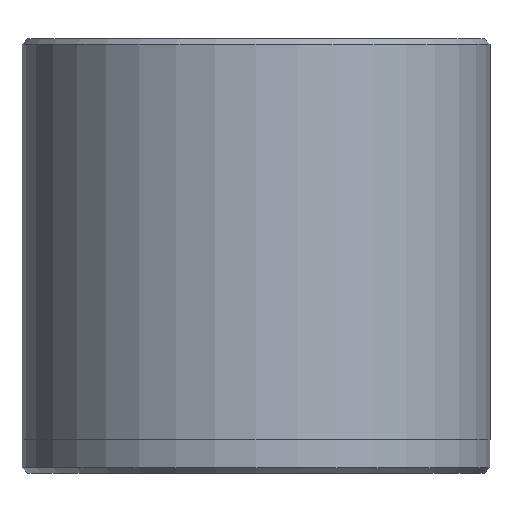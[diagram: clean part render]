
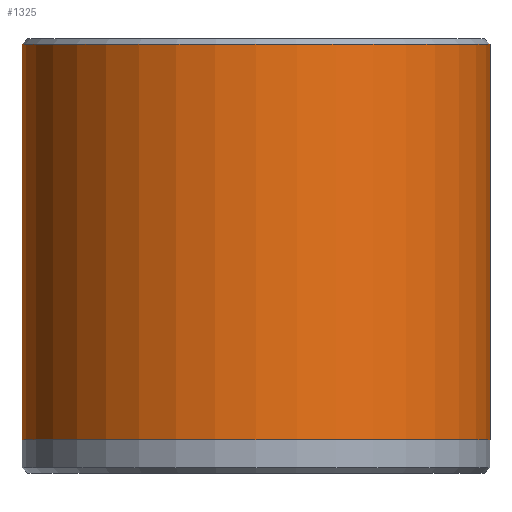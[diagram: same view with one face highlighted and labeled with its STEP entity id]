
A CAD part, front view. The second image highlights one B-rep face of the part: STEP entity #1325.
In plain terms, the highlighted cylindrical face has radius 21 mm (diameter 42 mm), a partial arc.
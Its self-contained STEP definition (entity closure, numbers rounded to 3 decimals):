
#17 = VERTEX_POINT ( 'NONE', #432 ) ;
#20 = LINE ( 'NONE', #1546, #1630 ) ;
#41 = DIRECTION ( 'NONE',  ( -1., 0., 0. ) ) ;
#111 = ORIENTED_EDGE ( 'NONE', *, *, #726, .F. ) ;
#124 = EDGE_CURVE ( 'NONE', #17, #200, #339, .T. ) ;
#177 = CARTESIAN_POINT ( 'NONE',  ( -21., 0., 3. ) ) ;
#200 = VERTEX_POINT ( 'NONE', #1550 ) ;
#286 = VECTOR ( 'NONE', #1342, 1000. ) ;
#318 = CARTESIAN_POINT ( 'NONE',  ( -21., 0., 38.5 ) ) ;
#327 = CARTESIAN_POINT ( 'NONE',  ( 21., 0., 39. ) ) ;
#339 = LINE ( 'NONE', #327, #286 ) ;
#432 = CARTESIAN_POINT ( 'NONE',  ( 21., 0., 38.5 ) ) ;
#442 = CARTESIAN_POINT ( 'NONE',  ( 0., 0., 38.5 ) ) ;
#562 = DIRECTION ( 'NONE',  ( 0., 0., -1. ) ) ;
#571 = DIRECTION ( 'NONE',  ( 1., 0., 0. ) ) ;
#591 = DIRECTION ( 'NONE',  ( 0., 0., -1. ) ) ;
#626 = ORIENTED_EDGE ( 'NONE', *, *, #124, .F. ) ;
#647 = VERTEX_POINT ( 'NONE', #177 ) ;
#654 = AXIS2_PLACEMENT_3D ( 'NONE', #442, #1315, #571 ) ;
#690 = EDGE_CURVE ( 'NONE', #17, #1279, #1299, .T. ) ;
#716 = CARTESIAN_POINT ( 'NONE',  ( 0., 0., 3. ) ) ;
#726 = EDGE_CURVE ( 'NONE', #200, #647, #1540, .T. ) ;
#754 = AXIS2_PLACEMENT_3D ( 'NONE', #716, #1559, #839 ) ;
#839 = DIRECTION ( 'NONE',  ( -1., 0., 0. ) ) ;
#941 = ORIENTED_EDGE ( 'NONE', *, *, #1403, .T. ) ;
#949 = ORIENTED_EDGE ( 'NONE', *, *, #690, .T. ) ;
#968 = CARTESIAN_POINT ( 'NONE',  ( 0., 0., 39. ) ) ;
#1113 = CYLINDRICAL_SURFACE ( 'NONE', #1259, 21. ) ;
#1259 = AXIS2_PLACEMENT_3D ( 'NONE', #968, #591, #41 ) ;
#1279 = VERTEX_POINT ( 'NONE', #318 ) ;
#1299 = CIRCLE ( 'NONE', #654, 21. ) ;
#1315 = DIRECTION ( 'NONE',  ( 0., 0., -1. ) ) ;
#1325 = ADVANCED_FACE ( 'NONE', ( #1475 ), #1113, .T. ) ;
#1342 = DIRECTION ( 'NONE',  ( 0., 0., -1. ) ) ;
#1403 = EDGE_CURVE ( 'NONE', #1279, #647, #20, .T. ) ;
#1475 = FACE_OUTER_BOUND ( 'NONE', #1504, .T. ) ;
#1504 = EDGE_LOOP ( 'NONE', ( #626, #949, #941, #111 ) ) ;
#1540 = CIRCLE ( 'NONE', #754, 21. ) ;
#1546 = CARTESIAN_POINT ( 'NONE',  ( -21., 0., 39. ) ) ;
#1550 = CARTESIAN_POINT ( 'NONE',  ( 21., 0., 3. ) ) ;
#1559 = DIRECTION ( 'NONE',  ( 0., 0., -1. ) ) ;
#1630 = VECTOR ( 'NONE', #562, 1000. ) ;
